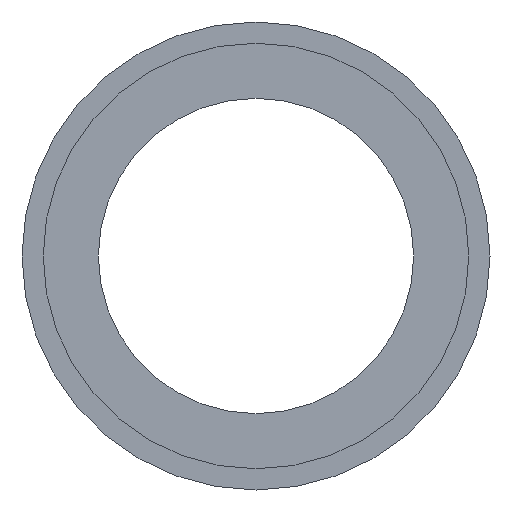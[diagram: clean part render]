
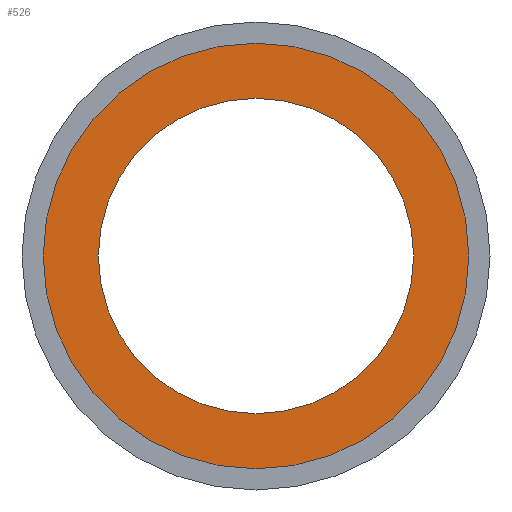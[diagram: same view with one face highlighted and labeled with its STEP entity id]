
A CAD part, front view. The second image highlights one B-rep face of the part: STEP entity #526.
In plain terms, the highlighted planar face has unit normal (0, -1, 0).
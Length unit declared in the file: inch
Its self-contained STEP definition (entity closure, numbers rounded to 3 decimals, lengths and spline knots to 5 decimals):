
#27 = FACE_OUTER_BOUND ( 'NONE', #575, .T. ) ;
#28 = AXIS2_PLACEMENT_3D ( 'NONE', #634, #609, #733 ) ;
#106 = CARTESIAN_POINT ( 'NONE',  ( 0., 0.08, 0.9685 ) ) ;
#122 = DIRECTION ( 'NONE',  ( 0., 0., 1. ) ) ;
#128 = VERTEX_POINT ( 'NONE', #106 ) ;
#140 = EDGE_CURVE ( 'NONE', #128, #1034, #1351, .T. ) ;
#145 = AXIS2_PLACEMENT_3D ( 'NONE', #228, #243, #562 ) ;
#186 = CIRCLE ( 'NONE', #145, 0.9685 ) ;
#219 = CARTESIAN_POINT ( 'NONE',  ( 0., 0.08, -0.9685 ) ) ;
#228 = CARTESIAN_POINT ( 'NONE',  ( 0., 0.08, 0. ) ) ;
#242 = DIRECTION ( 'NONE',  ( 0., 1., 0. ) ) ;
#243 = DIRECTION ( 'NONE',  ( 0., 1., 0. ) ) ;
#272 = CIRCLE ( 'NONE', #471, 0.7175 ) ;
#298 = EDGE_CURVE ( 'NONE', #1094, #619, #272, .T. ) ;
#345 = DIRECTION ( 'NONE',  ( 0., 0., 1. ) ) ;
#386 = AXIS2_PLACEMENT_3D ( 'NONE', #900, #1098, #721 ) ;
#471 = AXIS2_PLACEMENT_3D ( 'NONE', #659, #242, #345 ) ;
#526 = ADVANCED_FACE ( 'NONE', ( #27, #957 ), #758, .F. ) ;
#544 = ORIENTED_EDGE ( 'NONE', *, *, #140, .F. ) ;
#562 = DIRECTION ( 'NONE',  ( 0., 0., 1. ) ) ;
#575 = EDGE_LOOP ( 'NONE', ( #942, #544 ) ) ;
#588 = CARTESIAN_POINT ( 'NONE',  ( 0., 0.08, -0.7175 ) ) ;
#596 = ORIENTED_EDGE ( 'NONE', *, *, #787, .T. ) ;
#609 = DIRECTION ( 'NONE',  ( 0., 1., 0. ) ) ;
#619 = VERTEX_POINT ( 'NONE', #1325 ) ;
#634 = CARTESIAN_POINT ( 'NONE',  ( 0., 0.08, 0. ) ) ;
#659 = CARTESIAN_POINT ( 'NONE',  ( 0., 0.08, 0. ) ) ;
#721 = DIRECTION ( 'NONE',  ( 0., 0., 1. ) ) ;
#733 = DIRECTION ( 'NONE',  ( 0., 0., 1. ) ) ;
#740 = ORIENTED_EDGE ( 'NONE', *, *, #298, .T. ) ;
#758 = PLANE ( 'NONE',  #1307 ) ;
#768 = EDGE_CURVE ( 'NONE', #1034, #128, #186, .T. ) ;
#787 = EDGE_CURVE ( 'NONE', #619, #1094, #1283, .T. ) ;
#900 = CARTESIAN_POINT ( 'NONE',  ( 0., 0.08, 0. ) ) ;
#942 = ORIENTED_EDGE ( 'NONE', *, *, #768, .F. ) ;
#957 = FACE_BOUND ( 'NONE', #1299, .T. ) ;
#1034 = VERTEX_POINT ( 'NONE', #219 ) ;
#1057 = CARTESIAN_POINT ( 'NONE',  ( 0., 0.08, 0. ) ) ;
#1094 = VERTEX_POINT ( 'NONE', #588 ) ;
#1098 = DIRECTION ( 'NONE',  ( 0., 1., 0. ) ) ;
#1180 = DIRECTION ( 'NONE',  ( 0., 1., 0. ) ) ;
#1283 = CIRCLE ( 'NONE', #386, 0.7175 ) ;
#1299 = EDGE_LOOP ( 'NONE', ( #740, #596 ) ) ;
#1307 = AXIS2_PLACEMENT_3D ( 'NONE', #1057, #1180, #122 ) ;
#1325 = CARTESIAN_POINT ( 'NONE',  ( 0., 0.08, 0.7175 ) ) ;
#1351 = CIRCLE ( 'NONE', #28, 0.9685 ) ;
